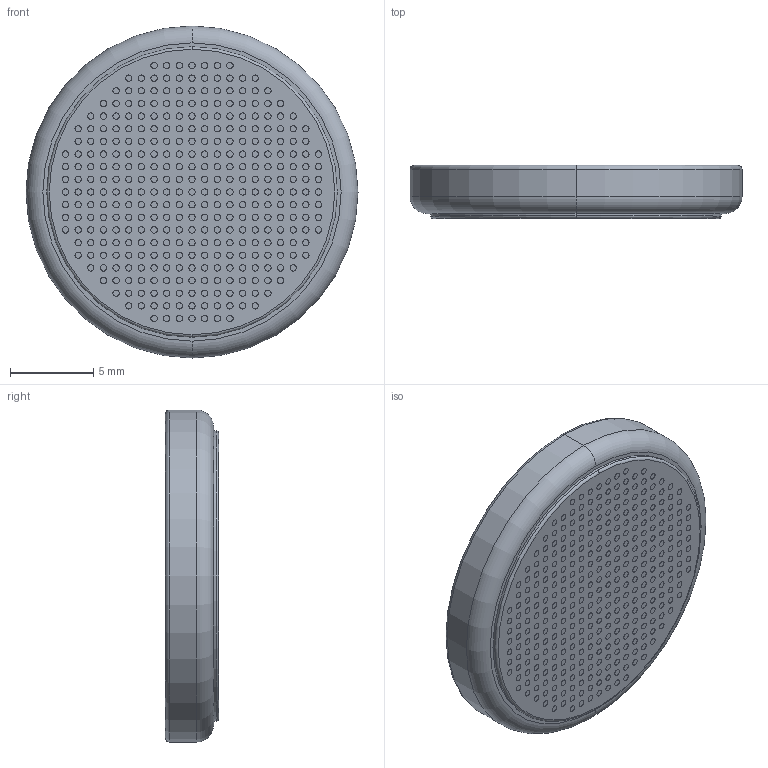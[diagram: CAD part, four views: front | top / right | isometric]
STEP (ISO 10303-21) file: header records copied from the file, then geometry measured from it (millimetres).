
FILE_DESCRIPTION (( 'STEP AP214' ), '1' );
FILE_NAME ('2032 Battery.STEP', '2015-02-12T18:27:49', ( '' ), ( '' ), 'SwSTEP 2.0', 'SolidWorks 2014', '' );
FILE_SCHEMA (( 'AUTOMOTIVE_DESIGN' ));
Length unit declared in the file: inch
Products named in the file (1): 2032 Battery
Bounding box: 20 x 3.2 x 20 mm (x, y, z)
Volume: 967.4 mm3; surface area: 796.9 mm2
Topology: 1 solids, 1 shells, 848 faces, 2033 edges, 1586 vertices
Faces by surface type: plane 640, bspline 198, torus 6, cylinder 4
Entity records: 36144 total; most frequent: CARTESIAN_POINT 16234, ORIENTED_EDGE 4066, DIRECTION 3657, EDGE_CURVE 2033, VERTEX_POINT 1586, AXIS2_PLACEMENT_3D 1369, EDGE_LOOP 1247, VECTOR 919
